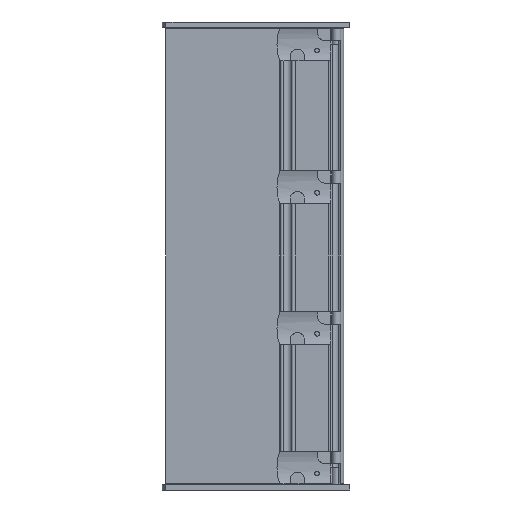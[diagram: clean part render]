
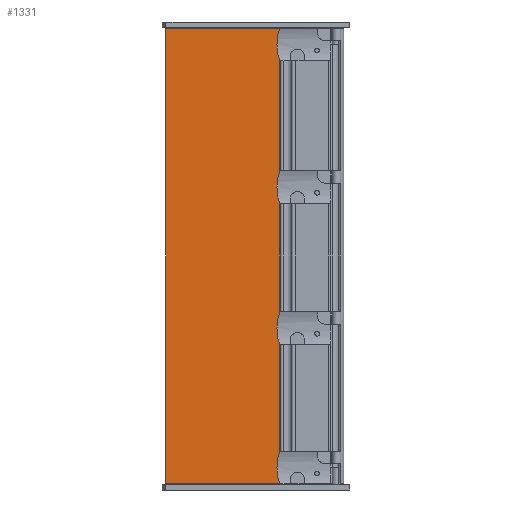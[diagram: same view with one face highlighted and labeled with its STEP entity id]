
A CAD part, left-side view. The second image highlights one B-rep face of the part: STEP entity #1331.
In plain terms, the highlighted planar face has unit normal (-1, 0.026, 0).
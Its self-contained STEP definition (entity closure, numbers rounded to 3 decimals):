
#197=ORIENTED_EDGE('',*,*,#570,.F.);
#198=ORIENTED_EDGE('',*,*,#569,.F.);
#199=ORIENTED_EDGE('',*,*,#571,.T.);
#200=ORIENTED_EDGE('',*,*,#572,.T.);
#569=EDGE_CURVE('',#750,#749,#883,.T.);
#570=EDGE_CURVE('',#749,#751,#884,.T.);
#571=EDGE_CURVE('',#750,#752,#885,.T.);
#572=EDGE_CURVE('',#752,#751,#886,.T.);
#749=VERTEX_POINT('',#2075);
#750=VERTEX_POINT('',#2077);
#751=VERTEX_POINT('',#2081);
#752=VERTEX_POINT('',#2083);
#883=LINE('',#2078,#1011);
#884=LINE('',#2080,#1012);
#885=LINE('',#2082,#1013);
#886=LINE('',#2084,#1014);
#1011=VECTOR('',#1657,1000.);
#1012=VECTOR('',#1660,1000.);
#1013=VECTOR('',#1661,1000.);
#1014=VECTOR('',#1662,1000.);
#1123=EDGE_LOOP('',(#197,#198,#199,#200));
#1205=FACE_BOUND('',#1123,.T.);
#1283=PLANE('',#1464);
#1331=ADVANCED_FACE('',(#1205),#1283,.T.);
#1464=AXIS2_PLACEMENT_3D('',#2079,#1658,#1659);
#1657=DIRECTION('',(0.,0.,1.));
#1658=DIRECTION('',(-1.,0.026,0.));
#1659=DIRECTION('',(-0.026,-1.,0.));
#1660=DIRECTION('',(-0.026,-1.,0.));
#1661=DIRECTION('',(-0.026,-1.,0.));
#1662=DIRECTION('',(0.,0.,1.));
#2075=CARTESIAN_POINT('',(1.821,50.75,0.));
#2077=CARTESIAN_POINT('',(1.821,50.75,-135.5));
#2078=CARTESIAN_POINT('',(1.821,50.75,-135.5));
#2079=CARTESIAN_POINT('',(1.821,50.75,-135.5));
#2080=CARTESIAN_POINT('',(1.821,50.75,0.));
#2081=CARTESIAN_POINT('',(0.933,16.833,0.));
#2082=CARTESIAN_POINT('',(1.821,50.75,-135.5));
#2083=CARTESIAN_POINT('',(0.933,16.833,-135.5));
#2084=CARTESIAN_POINT('',(0.933,16.833,-135.5));
